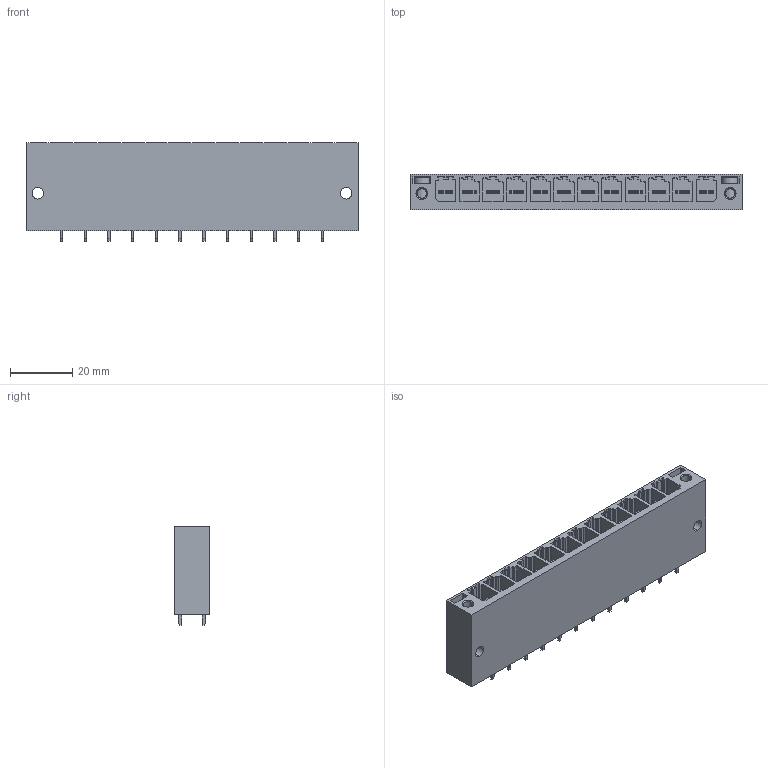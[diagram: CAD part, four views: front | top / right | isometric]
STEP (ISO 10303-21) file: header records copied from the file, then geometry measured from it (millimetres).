
FILE_DESCRIPTION(('CATIA V5 STEP Exchange','CAx-IF Rec.Pracs.--- Model Styling and Organization---1.2---2011-12-15'),'2;1');
FILE_NAME ('D1459429_0_1930920000_1930920000.stp','2018-11-28T16:05:01+00:00',('none'),('Weidmueller'),'CATIA Version 5-6 Release 2014','CATIA V5 STEP AP214','none');
FILE_SCHEMA(('AUTOMOTIVE_DESIGN { 1 0 10303 214 1 1 1 1 }'));
Length unit declared in the file: millimetre
Products named in the file (1): 1930920000
Bounding box: 106.68 x 11.4 x 31.8 mm (x, y, z)
Volume: 24176.6 mm3; surface area: 23553.8 mm2
Topology: 15 solids, 15 shells, 984 faces, 2822 edges, 1872 vertices
Faces by surface type: plane 814, cylinder 166, cone 4
Entity records: 25493 total; most frequent: ORIENTED_EDGE 5644, CARTESIAN_POINT 4187, DIRECTION 3042, EDGE_CURVE 2330, VECTOR 2018, LINE 2018, VERTEX_POINT 1500, EDGE_LOOP 1052
